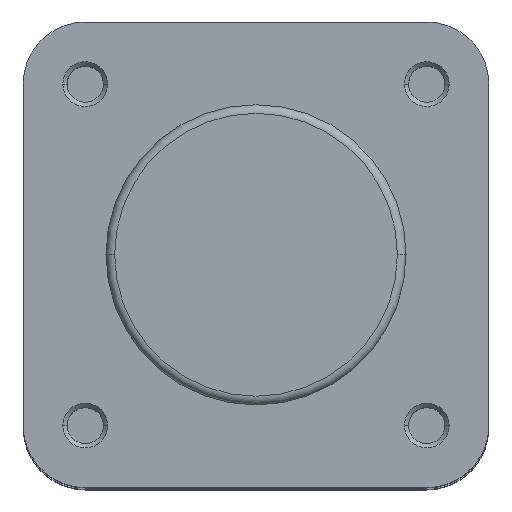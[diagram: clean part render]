
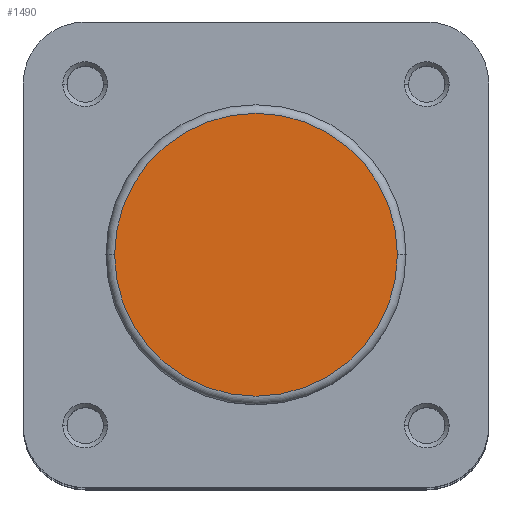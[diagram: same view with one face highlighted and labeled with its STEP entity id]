
A CAD part, top view. The second image highlights one B-rep face of the part: STEP entity #1490.
In plain terms, the highlighted planar face has unit normal (0, 0, 1).
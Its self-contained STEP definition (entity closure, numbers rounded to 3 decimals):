
#244 = VERTEX_POINT ( 'NONE', #5817 ) ;
#245 = VERTEX_POINT ( 'NONE', #5816 ) ;
#812 = EDGE_CURVE ( 'NONE', #245, #244, #1963, .T. ) ;
#841 = EDGE_CURVE ( 'NONE', #244, #245, #2004, .T. ) ;
#1180 = AXIS2_PLACEMENT_3D ( 'NONE', #3189, #3198, #3199 ) ;
#1195 = AXIS2_PLACEMENT_3D ( 'NONE', #3263, #3268, #3269 ) ;
#1323 = AXIS2_PLACEMENT_3D ( 'NONE', #3864, #3867, #3868 ) ;
#1490 = ADVANCED_FACE ( 'NONE', ( #2426 ), #3865, .F. ) ;
#1963 = CIRCLE ( 'NONE', #1180, 16.4 ) ;
#2004 = CIRCLE ( 'NONE', #1195, 16.4 ) ;
#2426 = FACE_OUTER_BOUND ( 'NONE', #4517, .T. ) ;
#3189 = CARTESIAN_POINT ( 'NONE',  ( 0., 0., 0. ) ) ;
#3198 = DIRECTION ( 'NONE',  ( 0., 0., 1. ) ) ;
#3199 = DIRECTION ( 'NONE',  ( -1., 0., 0. ) ) ;
#3263 = CARTESIAN_POINT ( 'NONE',  ( 0., 0., 0. ) ) ;
#3268 = DIRECTION ( 'NONE',  ( 0., 0., 1. ) ) ;
#3269 = DIRECTION ( 'NONE',  ( -1., 0., 0. ) ) ;
#3864 = CARTESIAN_POINT ( 'NONE',  ( 0., 17.4, 0. ) ) ;
#3865 = PLANE ( 'NONE',  #1323 ) ;
#3867 = DIRECTION ( 'NONE',  ( 0., 0., -1. ) ) ;
#3868 = DIRECTION ( 'NONE',  ( -1., 0., 0. ) ) ;
#4517 = EDGE_LOOP ( 'NONE', ( #5407, #5412 ) ) ;
#5407 = ORIENTED_EDGE ( 'NONE', *, *, #812, .T. ) ;
#5412 = ORIENTED_EDGE ( 'NONE', *, *, #841, .T. ) ;
#5816 = CARTESIAN_POINT ( 'NONE',  ( -16.4, 0., 0. ) ) ;
#5817 = CARTESIAN_POINT ( 'NONE',  ( 16.4, 0., 0. ) ) ;
